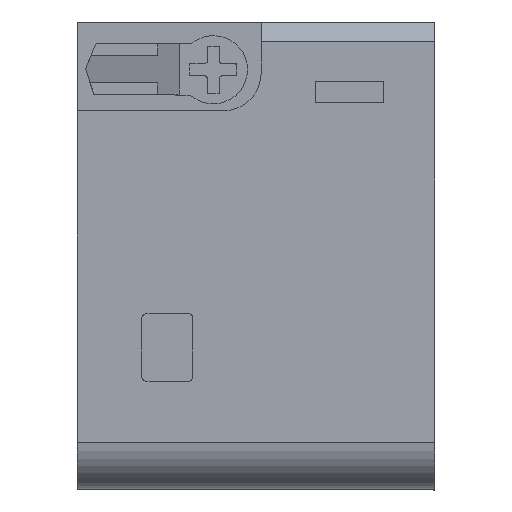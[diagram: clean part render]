
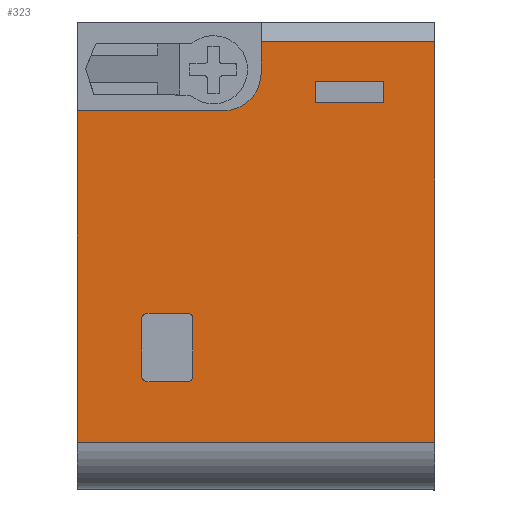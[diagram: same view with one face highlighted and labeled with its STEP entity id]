
A CAD part, top view. The second image highlights one B-rep face of the part: STEP entity #323.
In plain terms, the highlighted planar face has unit normal (0, 0, 1).
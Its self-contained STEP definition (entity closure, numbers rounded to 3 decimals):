
#163=AXIS2_PLACEMENT_3D('Plane Axis2P3D',#160,#161,#162) ;
#167=AXIS2_PLACEMENT_3D('Circle Axis2P3D',#165,#166,$) ;
#49=CARTESIAN_POINT('Vertex',(0.,2.72,42.2)) ;
#52=CARTESIAN_POINT('Line Origine',(0.,12.462,42.2)) ;
#56=CARTESIAN_POINT('Vertex',(0.,22.205,42.2)) ;
#144=CARTESIAN_POINT('Vertex',(21.01,2.72,42.2)) ;
#147=CARTESIAN_POINT('Line Origine',(11.115,2.72,42.2)) ;
#160=CARTESIAN_POINT('Axis2P3D Location',(21.005,27.405,42.2)) ;
#165=CARTESIAN_POINT('Axis2P3D Location',(8.605,24.405,42.2)) ;
#169=CARTESIAN_POINT('Vertex',(10.805,24.405,42.2)) ;
#171=CARTESIAN_POINT('Vertex',(8.605,22.205,42.2)) ;
#174=CARTESIAN_POINT('Line Origine',(4.302,22.205,42.2)) ;
#179=CARTESIAN_POINT('Line Origine',(21.01,14.486,42.2)) ;
#183=CARTESIAN_POINT('Vertex',(21.01,26.252,42.2)) ;
#186=CARTESIAN_POINT('Line Origine',(15.907,26.252,42.2)) ;
#190=CARTESIAN_POINT('Vertex',(10.805,26.252,42.2)) ;
#193=CARTESIAN_POINT('Line Origine',(10.805,25.328,42.2)) ;
#207=CARTESIAN_POINT('Line Origine',(18.01,23.285,42.2)) ;
#211=CARTESIAN_POINT('Vertex',(18.01,22.66,42.2)) ;
#213=CARTESIAN_POINT('Vertex',(18.01,23.91,42.2)) ;
#216=CARTESIAN_POINT('Line Origine',(16.01,22.66,42.2)) ;
#220=CARTESIAN_POINT('Vertex',(14.01,22.66,42.2)) ;
#223=CARTESIAN_POINT('Line Origine',(14.01,23.285,42.2)) ;
#227=CARTESIAN_POINT('Vertex',(14.01,23.91,42.2)) ;
#230=CARTESIAN_POINT('Line Origine',(16.01,23.91,42.2)) ;
#242=CARTESIAN_POINT('Control Point',(6.805,10.005,42.2)) ;
#243=CARTESIAN_POINT('Control Point',(6.805,9.155,42.2)) ;
#244=CARTESIAN_POINT('Control Point',(6.805,8.305,42.2)) ;
#245=CARTESIAN_POINT('Control Point',(6.805,7.455,42.2)) ;
#246=CARTESIAN_POINT('Control Point',(6.805,6.605,42.2)) ;
#247=CARTESIAN_POINT('Vertex',(6.805,6.605,42.2)) ;
#249=CARTESIAN_POINT('Vertex',(6.805,10.005,42.2)) ;
#253=CARTESIAN_POINT('Control Point',(6.805,6.605,42.2)) ;
#254=CARTESIAN_POINT('Control Point',(6.805,6.487,42.2)) ;
#255=CARTESIAN_POINT('Control Point',(6.742,6.368,42.2)) ;
#256=CARTESIAN_POINT('Control Point',(6.623,6.305,42.2)) ;
#257=CARTESIAN_POINT('Control Point',(6.505,6.305,42.2)) ;
#258=CARTESIAN_POINT('Vertex',(6.505,6.305,42.2)) ;
#262=CARTESIAN_POINT('Control Point',(6.505,6.305,42.2)) ;
#263=CARTESIAN_POINT('Control Point',(5.905,6.305,42.2)) ;
#264=CARTESIAN_POINT('Control Point',(5.305,6.305,42.2)) ;
#265=CARTESIAN_POINT('Control Point',(4.705,6.305,42.2)) ;
#266=CARTESIAN_POINT('Control Point',(4.105,6.305,42.2)) ;
#267=CARTESIAN_POINT('Vertex',(4.105,6.305,42.2)) ;
#271=CARTESIAN_POINT('Control Point',(4.105,6.305,42.2)) ;
#272=CARTESIAN_POINT('Control Point',(3.987,6.305,42.2)) ;
#273=CARTESIAN_POINT('Control Point',(3.868,6.368,42.2)) ;
#274=CARTESIAN_POINT('Control Point',(3.805,6.487,42.2)) ;
#275=CARTESIAN_POINT('Control Point',(3.805,6.605,42.2)) ;
#276=CARTESIAN_POINT('Vertex',(3.805,6.605,42.2)) ;
#280=CARTESIAN_POINT('Control Point',(3.805,6.605,42.2)) ;
#281=CARTESIAN_POINT('Control Point',(3.805,7.455,42.2)) ;
#282=CARTESIAN_POINT('Control Point',(3.805,8.305,42.2)) ;
#283=CARTESIAN_POINT('Control Point',(3.805,9.155,42.2)) ;
#284=CARTESIAN_POINT('Control Point',(3.805,10.005,42.2)) ;
#285=CARTESIAN_POINT('Vertex',(3.805,10.005,42.2)) ;
#289=CARTESIAN_POINT('Control Point',(3.805,10.005,42.2)) ;
#290=CARTESIAN_POINT('Control Point',(3.805,10.123,42.2)) ;
#291=CARTESIAN_POINT('Control Point',(3.868,10.242,42.2)) ;
#292=CARTESIAN_POINT('Control Point',(3.987,10.305,42.2)) ;
#293=CARTESIAN_POINT('Control Point',(4.105,10.305,42.2)) ;
#294=CARTESIAN_POINT('Vertex',(4.105,10.305,42.2)) ;
#298=CARTESIAN_POINT('Control Point',(4.105,10.305,42.2)) ;
#299=CARTESIAN_POINT('Control Point',(4.705,10.305,42.2)) ;
#300=CARTESIAN_POINT('Control Point',(5.305,10.305,42.2)) ;
#301=CARTESIAN_POINT('Control Point',(5.905,10.305,42.2)) ;
#302=CARTESIAN_POINT('Control Point',(6.505,10.305,42.2)) ;
#303=CARTESIAN_POINT('Vertex',(6.505,10.305,42.2)) ;
#307=CARTESIAN_POINT('Control Point',(6.505,10.305,42.2)) ;
#308=CARTESIAN_POINT('Control Point',(6.623,10.305,42.2)) ;
#309=CARTESIAN_POINT('Control Point',(6.742,10.242,42.2)) ;
#310=CARTESIAN_POINT('Control Point',(6.805,10.123,42.2)) ;
#311=CARTESIAN_POINT('Control Point',(6.805,10.005,42.2)) ;
#53=DIRECTION('Vector Direction',(0.,-1.,0.)) ;
#148=DIRECTION('Vector Direction',(-1.,0.,0.)) ;
#161=DIRECTION('Axis2P3D Direction',(0.,0.,1.)) ;
#162=DIRECTION('Axis2P3D XDirection',(0.,1.,0.)) ;
#166=DIRECTION('Axis2P3D Direction',(0.,0.,1.)) ;
#175=DIRECTION('Vector Direction',(1.,0.,0.)) ;
#180=DIRECTION('Vector Direction',(0.,1.,0.)) ;
#187=DIRECTION('Vector Direction',(-1.,0.,0.)) ;
#194=DIRECTION('Vector Direction',(0.,1.,0.)) ;
#208=DIRECTION('Vector Direction',(0.,1.,0.)) ;
#217=DIRECTION('Vector Direction',(-1.,0.,0.)) ;
#224=DIRECTION('Vector Direction',(0.,-1.,0.)) ;
#231=DIRECTION('Vector Direction',(1.,0.,0.)) ;
#54=VECTOR('Line Direction',#53,1.) ;
#149=VECTOR('Line Direction',#148,1.) ;
#176=VECTOR('Line Direction',#175,1.) ;
#181=VECTOR('Line Direction',#180,1.) ;
#188=VECTOR('Line Direction',#187,1.) ;
#195=VECTOR('Line Direction',#194,1.) ;
#209=VECTOR('Line Direction',#208,1.) ;
#218=VECTOR('Line Direction',#217,1.) ;
#225=VECTOR('Line Direction',#224,1.) ;
#232=VECTOR('Line Direction',#231,1.) ;
#199=ORIENTED_EDGE('',*,*,#173,.T.) ;
#200=ORIENTED_EDGE('',*,*,#178,.F.) ;
#201=ORIENTED_EDGE('',*,*,#58,.F.) ;
#202=ORIENTED_EDGE('',*,*,#151,.T.) ;
#203=ORIENTED_EDGE('',*,*,#185,.F.) ;
#204=ORIENTED_EDGE('',*,*,#192,.T.) ;
#205=ORIENTED_EDGE('',*,*,#197,.F.) ;
#236=ORIENTED_EDGE('',*,*,#215,.F.) ;
#237=ORIENTED_EDGE('',*,*,#222,.F.) ;
#238=ORIENTED_EDGE('',*,*,#229,.F.) ;
#239=ORIENTED_EDGE('',*,*,#234,.F.) ;
#314=ORIENTED_EDGE('',*,*,#251,.F.) ;
#315=ORIENTED_EDGE('',*,*,#260,.F.) ;
#316=ORIENTED_EDGE('',*,*,#269,.F.) ;
#317=ORIENTED_EDGE('',*,*,#278,.F.) ;
#318=ORIENTED_EDGE('',*,*,#287,.F.) ;
#319=ORIENTED_EDGE('',*,*,#296,.F.) ;
#320=ORIENTED_EDGE('',*,*,#305,.F.) ;
#321=ORIENTED_EDGE('',*,*,#312,.F.) ;
#240=FACE_BOUND('',#235,.T.) ;
#322=FACE_BOUND('',#313,.T.) ;
#323=ADVANCED_FACE('RELAIS',(#206,#240,#322),#164,.T.) ;
#241=B_SPLINE_CURVE_WITH_KNOTS('',4,(#242,#243,#244,#245,#246),.UNSPECIFIED.,.F.,.U.,(5,5),(0.,3.4),.UNSPECIFIED.) ;
#252=B_SPLINE_CURVE_WITH_KNOTS('',4,(#253,#254,#255,#256,#257),.UNSPECIFIED.,.F.,.U.,(5,5),(0.,0.505),.UNSPECIFIED.) ;
#261=B_SPLINE_CURVE_WITH_KNOTS('',4,(#262,#263,#264,#265,#266),.UNSPECIFIED.,.F.,.U.,(5,5),(0.,2.4),.UNSPECIFIED.) ;
#270=B_SPLINE_CURVE_WITH_KNOTS('',4,(#271,#272,#273,#274,#275),.UNSPECIFIED.,.F.,.U.,(5,5),(0.,0.505),.UNSPECIFIED.) ;
#279=B_SPLINE_CURVE_WITH_KNOTS('',4,(#280,#281,#282,#283,#284),.UNSPECIFIED.,.F.,.U.,(5,5),(0.,3.4),.UNSPECIFIED.) ;
#288=B_SPLINE_CURVE_WITH_KNOTS('',4,(#289,#290,#291,#292,#293),.UNSPECIFIED.,.F.,.U.,(5,5),(0.,0.505),.UNSPECIFIED.) ;
#297=B_SPLINE_CURVE_WITH_KNOTS('',4,(#298,#299,#300,#301,#302),.UNSPECIFIED.,.F.,.U.,(5,5),(0.,2.4),.UNSPECIFIED.) ;
#306=B_SPLINE_CURVE_WITH_KNOTS('',4,(#307,#308,#309,#310,#311),.UNSPECIFIED.,.F.,.U.,(5,5),(0.,0.505),.UNSPECIFIED.) ;
#168=CIRCLE('generated circle',#167,2.2) ;
#58=EDGE_CURVE('',#50,#57,#55,.F.) ;
#151=EDGE_CURVE('',#50,#145,#150,.F.) ;
#173=EDGE_CURVE('',#170,#172,#168,.F.) ;
#178=EDGE_CURVE('',#57,#172,#177,.T.) ;
#185=EDGE_CURVE('',#184,#145,#182,.F.) ;
#192=EDGE_CURVE('',#184,#191,#189,.T.) ;
#197=EDGE_CURVE('',#170,#191,#196,.T.) ;
#215=EDGE_CURVE('',#212,#214,#210,.T.) ;
#222=EDGE_CURVE('',#221,#212,#219,.F.) ;
#229=EDGE_CURVE('',#228,#221,#226,.T.) ;
#234=EDGE_CURVE('',#214,#228,#233,.F.) ;
#251=EDGE_CURVE('',#248,#250,#241,.F.) ;
#260=EDGE_CURVE('',#259,#248,#252,.F.) ;
#269=EDGE_CURVE('',#268,#259,#261,.F.) ;
#278=EDGE_CURVE('',#277,#268,#270,.F.) ;
#287=EDGE_CURVE('',#286,#277,#279,.F.) ;
#296=EDGE_CURVE('',#295,#286,#288,.F.) ;
#305=EDGE_CURVE('',#304,#295,#297,.F.) ;
#312=EDGE_CURVE('',#250,#304,#306,.F.) ;
#198=EDGE_LOOP('',(#199,#200,#201,#202,#203,#204,#205)) ;
#235=EDGE_LOOP('',(#236,#237,#238,#239)) ;
#313=EDGE_LOOP('',(#314,#315,#316,#317,#318,#319,#320,#321)) ;
#206=FACE_OUTER_BOUND('',#198,.T.) ;
#55=LINE('Line',#52,#54) ;
#150=LINE('Line',#147,#149) ;
#177=LINE('Line',#174,#176) ;
#182=LINE('Line',#179,#181) ;
#189=LINE('Line',#186,#188) ;
#196=LINE('Line',#193,#195) ;
#210=LINE('Line',#207,#209) ;
#219=LINE('Line',#216,#218) ;
#226=LINE('Line',#223,#225) ;
#233=LINE('Line',#230,#232) ;
#164=PLANE('',#163) ;
#50=VERTEX_POINT('',#49) ;
#57=VERTEX_POINT('',#56) ;
#145=VERTEX_POINT('',#144) ;
#170=VERTEX_POINT('',#169) ;
#172=VERTEX_POINT('',#171) ;
#184=VERTEX_POINT('',#183) ;
#191=VERTEX_POINT('',#190) ;
#212=VERTEX_POINT('',#211) ;
#214=VERTEX_POINT('',#213) ;
#221=VERTEX_POINT('',#220) ;
#228=VERTEX_POINT('',#227) ;
#248=VERTEX_POINT('',#247) ;
#250=VERTEX_POINT('',#249) ;
#259=VERTEX_POINT('',#258) ;
#268=VERTEX_POINT('',#267) ;
#277=VERTEX_POINT('',#276) ;
#286=VERTEX_POINT('',#285) ;
#295=VERTEX_POINT('',#294) ;
#304=VERTEX_POINT('',#303) ;
